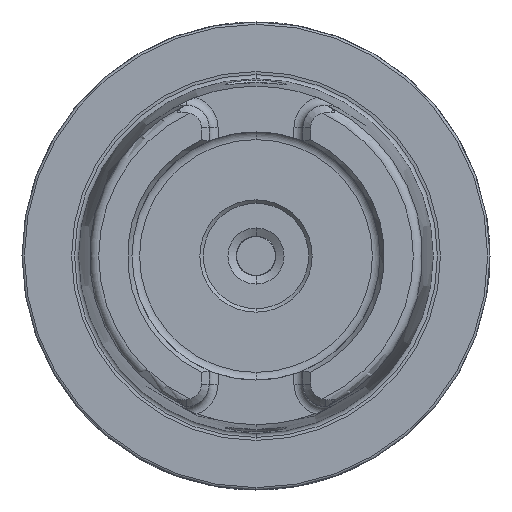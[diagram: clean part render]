
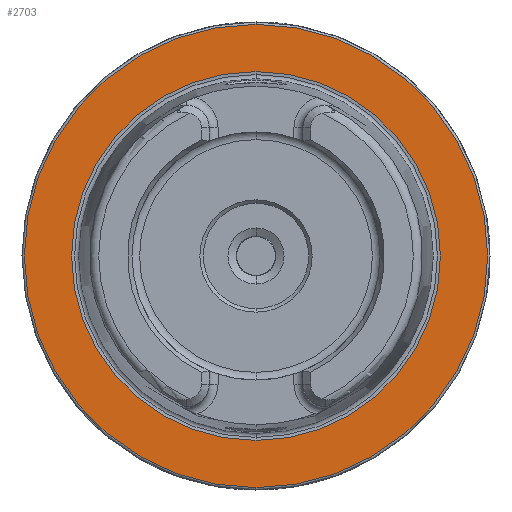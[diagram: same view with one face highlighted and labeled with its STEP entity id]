
A CAD part, left-side view. The second image highlights one B-rep face of the part: STEP entity #2703.
In plain terms, the highlighted planar face has unit normal (-1, 0, 0).
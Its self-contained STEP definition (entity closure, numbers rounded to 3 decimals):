
#287 = CIRCLE ( 'NONE', #290, 39.405 ) ;
#289 = CIRCLE ( 'NONE', #292, 49.5 ) ;
#290 = AXIS2_PLACEMENT_3D ( 'NONE', #1607, #1608, #1609 ) ;
#292 = AXIS2_PLACEMENT_3D ( 'NONE', #1610, #1611, #1612 ) ;
#1607 = CARTESIAN_POINT ( 'NONE',  ( 0., 0., 0. ) ) ;
#1608 = DIRECTION ( 'NONE',  ( -1., 0., 0. ) ) ;
#1609 = DIRECTION ( 'NONE',  ( 0., 0., 1. ) ) ;
#1610 = CARTESIAN_POINT ( 'NONE',  ( 0., 0., 0. ) ) ;
#1611 = DIRECTION ( 'NONE',  ( -1., 0., 0. ) ) ;
#1612 = DIRECTION ( 'NONE',  ( 0., 0., 1. ) ) ;
#1912 = ORIENTED_EDGE ( 'NONE', *, *, #10340, .T. ) ;
#1914 = ORIENTED_EDGE ( 'NONE', *, *, #2547, .T. ) ;
#1915 = ORIENTED_EDGE ( 'NONE', *, *, #2543, .F. ) ;
#1917 = ORIENTED_EDGE ( 'NONE', *, *, #10339, .F. ) ;
#2543 = EDGE_CURVE ( 'NONE', #8105, #8104, #3530, .T. ) ;
#2547 = EDGE_CURVE ( 'NONE', #8110, #8109, #3525, .T. ) ;
#2703 = ADVANCED_FACE ( 'NONE', ( #11518, #11524 ), #11525, .F. ) ;
#3517 = AXIS2_PLACEMENT_3D ( 'NONE', #12705, #12706, #12707 ) ;
#3524 = AXIS2_PLACEMENT_3D ( 'NONE', #12695, #12696, #12697 ) ;
#3525 = CIRCLE ( 'NONE', #3517, 49.5 ) ;
#3530 = CIRCLE ( 'NONE', #3524, 39.405 ) ;
#4337 = EDGE_LOOP ( 'NONE', ( #1917, #1915 ) ) ;
#4513 = AXIS2_PLACEMENT_3D ( 'NONE', #11522, #11520, #11527 ) ;
#8104 = VERTEX_POINT ( 'NONE', #9212 ) ;
#8105 = VERTEX_POINT ( 'NONE', #9213 ) ;
#8109 = VERTEX_POINT ( 'NONE', #9217 ) ;
#8110 = VERTEX_POINT ( 'NONE', #9218 ) ;
#9212 = CARTESIAN_POINT ( 'NONE',  ( 0., 0., 39.405 ) ) ;
#9213 = CARTESIAN_POINT ( 'NONE',  ( 0., 0., -39.405 ) ) ;
#9217 = CARTESIAN_POINT ( 'NONE',  ( 0., 0., -49.5 ) ) ;
#9218 = CARTESIAN_POINT ( 'NONE',  ( 0., 0., 49.5 ) ) ;
#10339 = EDGE_CURVE ( 'NONE', #8104, #8105, #287, .T. ) ;
#10340 = EDGE_CURVE ( 'NONE', #8109, #8110, #289, .T. ) ;
#11518 = FACE_BOUND ( 'NONE', #4337, .T. ) ;
#11520 = DIRECTION ( 'NONE',  ( 1., 0., 0. ) ) ;
#11522 = CARTESIAN_POINT ( 'NONE',  ( 0., 49.5, 0. ) ) ;
#11524 = FACE_OUTER_BOUND ( 'NONE', #11808, .T. ) ;
#11525 = PLANE ( 'NONE',  #4513 ) ;
#11527 = DIRECTION ( 'NONE',  ( 0., 0., -1. ) ) ;
#11808 = EDGE_LOOP ( 'NONE', ( #1914, #1912 ) ) ;
#12695 = CARTESIAN_POINT ( 'NONE',  ( 0., 0., 0. ) ) ;
#12696 = DIRECTION ( 'NONE',  ( -1., 0., 0. ) ) ;
#12697 = DIRECTION ( 'NONE',  ( 0., 0., 1. ) ) ;
#12705 = CARTESIAN_POINT ( 'NONE',  ( 0., 0., 0. ) ) ;
#12706 = DIRECTION ( 'NONE',  ( -1., 0., 0. ) ) ;
#12707 = DIRECTION ( 'NONE',  ( 0., 0., 1. ) ) ;
